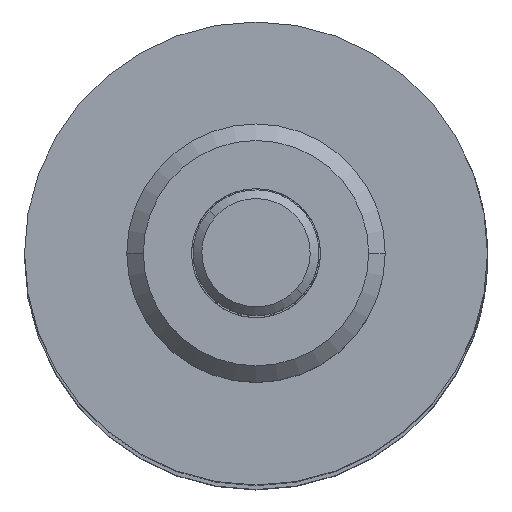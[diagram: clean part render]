
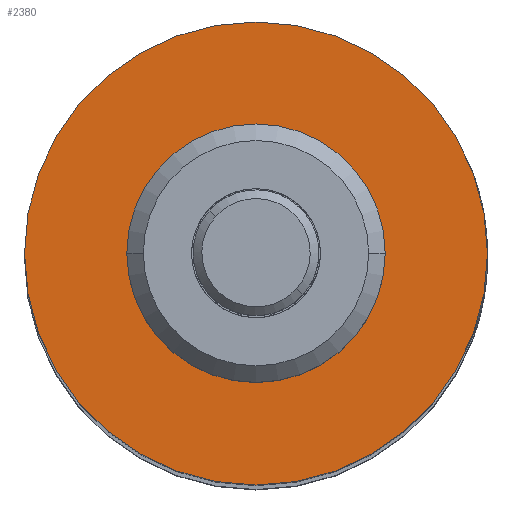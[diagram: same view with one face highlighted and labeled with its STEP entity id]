
A CAD part, top view. The second image highlights one B-rep face of the part: STEP entity #2380.
In plain terms, the highlighted face is planar.
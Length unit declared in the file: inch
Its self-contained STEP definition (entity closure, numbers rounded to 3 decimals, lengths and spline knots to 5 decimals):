
#27 = AXIS2_PLACEMENT_3D ( 'NONE', #349, #1979, #589 ) ;
#40 = VERTEX_POINT ( 'NONE', #2662 ) ;
#62 = VERTEX_POINT ( 'NONE', #2192 ) ;
#78 = AXIS2_PLACEMENT_3D ( 'NONE', #2518, #1095, #2755 ) ;
#141 = AXIS2_PLACEMENT_3D ( 'NONE', #2739, #1315, #2976 ) ;
#330 = CIRCLE ( 'NONE', #27, 0.56 ) ;
#349 = CARTESIAN_POINT ( 'NONE',  ( 0.62, 0., 0. ) ) ;
#436 = FACE_OUTER_BOUND ( 'NONE', #1112, .T. ) ;
#502 = PLANE ( 'NONE',  #1479 ) ;
#526 = ORIENTED_EDGE ( 'NONE', *, *, #1834, .F. ) ;
#589 = DIRECTION ( 'NONE',  ( 0., 0., 1. ) ) ;
#621 = DIRECTION ( 'NONE',  ( -1., 0., 0. ) ) ;
#731 = CARTESIAN_POINT ( 'NONE',  ( 0.62, 0.56, 0. ) ) ;
#783 = CIRCLE ( 'NONE', #141, 0.31125 ) ;
#961 = ORIENTED_EDGE ( 'NONE', *, *, #1430, .F. ) ;
#971 = FACE_BOUND ( 'NONE', #1481, .T. ) ;
#1095 = DIRECTION ( 'NONE',  ( -1., 0., 0. ) ) ;
#1112 = EDGE_LOOP ( 'NONE', ( #1546, #2523 ) ) ;
#1315 = DIRECTION ( 'NONE',  ( -1., 0., 0. ) ) ;
#1430 = EDGE_CURVE ( 'NONE', #1657, #62, #783, .T. ) ;
#1479 = AXIS2_PLACEMENT_3D ( 'NONE', #731, #1651, #2370 ) ;
#1481 = EDGE_LOOP ( 'NONE', ( #526, #961 ) ) ;
#1546 = ORIENTED_EDGE ( 'NONE', *, *, #2772, .T. ) ;
#1651 = DIRECTION ( 'NONE',  ( 1., 0., 0. ) ) ;
#1657 = VERTEX_POINT ( 'NONE', #1945 ) ;
#1834 = EDGE_CURVE ( 'NONE', #62, #1657, #2856, .T. ) ;
#1945 = CARTESIAN_POINT ( 'NONE',  ( 0.62, 0., -0.31125 ) ) ;
#1979 = DIRECTION ( 'NONE',  ( -1., 0., 0. ) ) ;
#2016 = CARTESIAN_POINT ( 'NONE',  ( 0.62, 0., 0. ) ) ;
#2162 = CIRCLE ( 'NONE', #78, 0.56 ) ;
#2192 = CARTESIAN_POINT ( 'NONE',  ( 0.62, 0., 0.31125 ) ) ;
#2255 = DIRECTION ( 'NONE',  ( 0., 0., 1. ) ) ;
#2350 = VERTEX_POINT ( 'NONE', #2602 ) ;
#2370 = DIRECTION ( 'NONE',  ( 0., 0., -1. ) ) ;
#2380 = ADVANCED_FACE ( 'NONE', ( #971, #436 ), #502, .F. ) ;
#2424 = AXIS2_PLACEMENT_3D ( 'NONE', #2016, #621, #2255 ) ;
#2518 = CARTESIAN_POINT ( 'NONE',  ( 0.62, 0., 0. ) ) ;
#2523 = ORIENTED_EDGE ( 'NONE', *, *, #3027, .T. ) ;
#2602 = CARTESIAN_POINT ( 'NONE',  ( 0.62, 0., 0.56 ) ) ;
#2662 = CARTESIAN_POINT ( 'NONE',  ( 0.62, 0., -0.56 ) ) ;
#2739 = CARTESIAN_POINT ( 'NONE',  ( 0.62, 0., 0. ) ) ;
#2755 = DIRECTION ( 'NONE',  ( 0., 0., 1. ) ) ;
#2772 = EDGE_CURVE ( 'NONE', #2350, #40, #2162, .T. ) ;
#2856 = CIRCLE ( 'NONE', #2424, 0.31125 ) ;
#2976 = DIRECTION ( 'NONE',  ( 0., 0., 1. ) ) ;
#3027 = EDGE_CURVE ( 'NONE', #40, #2350, #330, .T. ) ;
